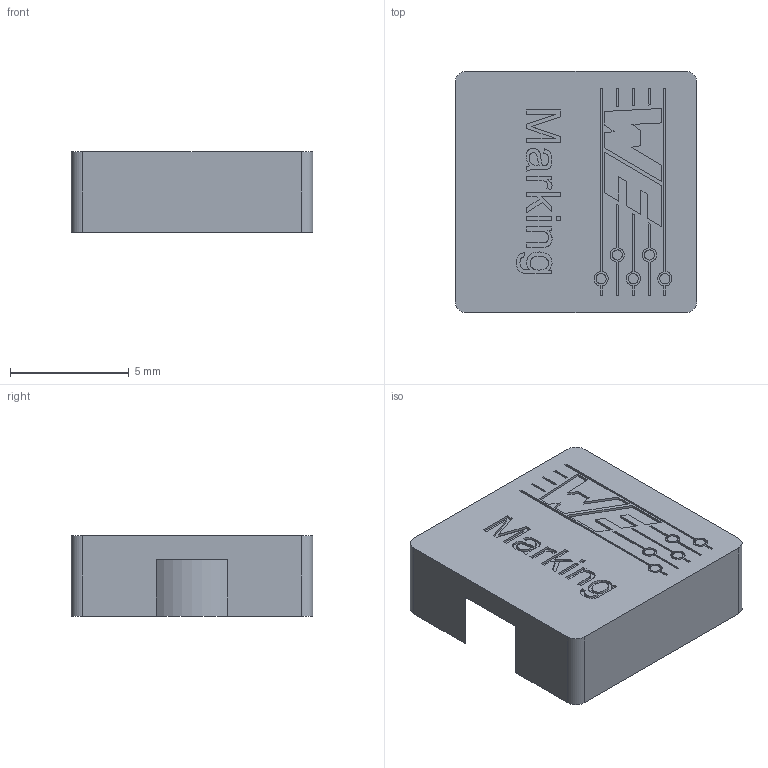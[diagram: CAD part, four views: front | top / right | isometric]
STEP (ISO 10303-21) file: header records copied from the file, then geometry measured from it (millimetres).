
FILE_DESCRIPTION(('FreeCAD Model'),'2;1');
FILE_NAME('Inductor_WE-HCI-1050.stp','2016-03-24T14:02:51',('Author'),(''), 'Open CASCADE STEP processor 6.8','FreeCAD','Unknown');
FILE_SCHEMA(('AUTOMOTIVE_DESIGN_CC2 { 1 2 10303 214 -1 1 5 4 }'));
Length unit declared in the file: millimetre
Products named in the file (1): Assem1
Bounding box: 10.2 x 10.2 x 3.4 mm (x, y, z)
Volume: 217.6 mm3; surface area: 439.4 mm2
Topology: 1 solids, 1 shells, 189 faces, 483 edges, 322 vertices
Faces by surface type: plane 151, extrusion 31, cylinder 7
Full cylindrical faces by diameter (mm): 4.8 x1
Entity records: 18315 total; most frequent: CARTESIAN_POINT 8509, DIRECTION 1084, ORIENTED_EDGE 966, PCURVE 966, DEFINITIONAL_REPRESENTATION 966, B_SPLINE_CURVE_WITH_KNOTS 756, VECTOR 727, LINE 696
